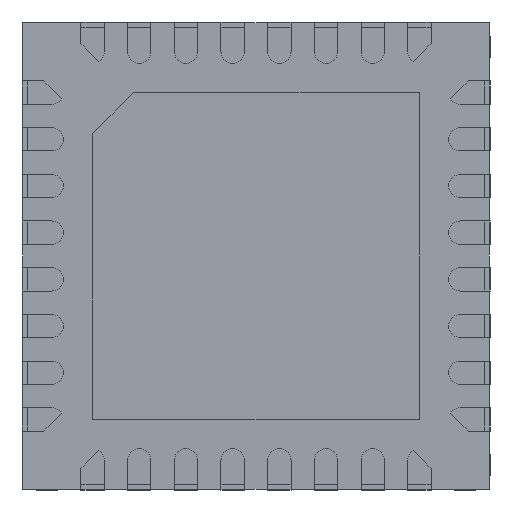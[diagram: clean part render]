
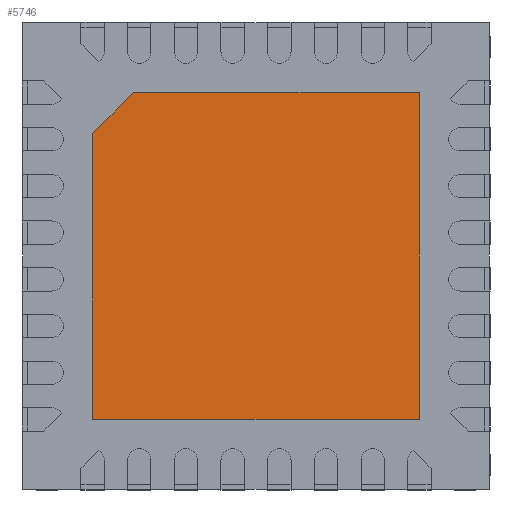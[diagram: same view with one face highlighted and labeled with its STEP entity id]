
A CAD part, front view. The second image highlights one B-rep face of the part: STEP entity #5746.
In plain terms, the highlighted planar face has unit normal (0, -1, 0).
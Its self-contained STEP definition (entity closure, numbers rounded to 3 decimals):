
#135 = VECTOR ( 'NONE', #3062, 1000. ) ;
#184 = DIRECTION ( 'NONE',  ( 0., 0., -1. ) ) ;
#353 = VECTOR ( 'NONE', #184, 1000. ) ;
#843 = CARTESIAN_POINT ( 'NONE',  ( 0., 0., -1.4 ) ) ;
#867 = VERTEX_POINT ( 'NONE', #6970 ) ;
#1122 = CARTESIAN_POINT ( 'NONE',  ( 0., 0., 1.4 ) ) ;
#1151 = DIRECTION ( 'NONE',  ( 1., 0., 0. ) ) ;
#2077 = VERTEX_POINT ( 'NONE', #3852 ) ;
#2083 = DIRECTION ( 'NONE',  ( 0., 0., 1. ) ) ;
#2228 = PLANE ( 'NONE',  #5073 ) ;
#2271 = EDGE_LOOP ( 'NONE', ( #2760, #5366, #4055, #6713, #2833 ) ) ;
#2447 = CARTESIAN_POINT ( 'NONE',  ( -1.4, 0., -1.4 ) ) ;
#2461 = VERTEX_POINT ( 'NONE', #2447 ) ;
#2760 = ORIENTED_EDGE ( 'NONE', *, *, #2996, .T. ) ;
#2809 = VECTOR ( 'NONE', #3207, 1000. ) ;
#2833 = ORIENTED_EDGE ( 'NONE', *, *, #4850, .T. ) ;
#2996 = EDGE_CURVE ( 'NONE', #2461, #867, #6334, .T. ) ;
#3062 = DIRECTION ( 'NONE',  ( 1., 0., 0. ) ) ;
#3207 = DIRECTION ( 'NONE',  ( 0., 0., -1. ) ) ;
#3617 = LINE ( 'NONE', #4861, #2809 ) ;
#3852 = CARTESIAN_POINT ( 'NONE',  ( -1.4, 0., 1.05 ) ) ;
#4055 = ORIENTED_EDGE ( 'NONE', *, *, #6776, .F. ) ;
#4348 = FACE_OUTER_BOUND ( 'NONE', #2271, .T. ) ;
#4444 = DIRECTION ( 'NONE',  ( 0., 1., 0. ) ) ;
#4477 = VERTEX_POINT ( 'NONE', #5182 ) ;
#4486 = LINE ( 'NONE', #1122, #4973 ) ;
#4494 = CARTESIAN_POINT ( 'NONE',  ( 1.4, 0., 1.4 ) ) ;
#4538 = CARTESIAN_POINT ( 'NONE',  ( 1.4, 0., 0. ) ) ;
#4574 = LINE ( 'NONE', #4538, #353 ) ;
#4840 = EDGE_CURVE ( 'NONE', #6373, #867, #4574, .T. ) ;
#4850 = EDGE_CURVE ( 'NONE', #2077, #2461, #3617, .T. ) ;
#4861 = CARTESIAN_POINT ( 'NONE',  ( -1.4, 0., 0. ) ) ;
#4973 = VECTOR ( 'NONE', #1151, 1000. ) ;
#5073 = AXIS2_PLACEMENT_3D ( 'NONE', #5518, #4444, #2083 ) ;
#5182 = CARTESIAN_POINT ( 'NONE',  ( -1.05, 0., 1.4 ) ) ;
#5366 = ORIENTED_EDGE ( 'NONE', *, *, #4840, .F. ) ;
#5427 = VECTOR ( 'NONE', #6887, 1000. ) ;
#5518 = CARTESIAN_POINT ( 'NONE',  ( 0., 0., 0. ) ) ;
#5746 = ADVANCED_FACE ( 'NONE', ( #4348 ), #2228, .F. ) ;
#5845 = CARTESIAN_POINT ( 'NONE',  ( -1.225, 0., 1.225 ) ) ;
#5998 = EDGE_CURVE ( 'NONE', #2077, #4477, #6919, .T. ) ;
#6334 = LINE ( 'NONE', #843, #135 ) ;
#6373 = VERTEX_POINT ( 'NONE', #4494 ) ;
#6713 = ORIENTED_EDGE ( 'NONE', *, *, #5998, .F. ) ;
#6776 = EDGE_CURVE ( 'NONE', #4477, #6373, #4486, .T. ) ;
#6887 = DIRECTION ( 'NONE',  ( 0.707, 0., 0.707 ) ) ;
#6919 = LINE ( 'NONE', #5845, #5427 ) ;
#6970 = CARTESIAN_POINT ( 'NONE',  ( 1.4, 0., -1.4 ) ) ;
